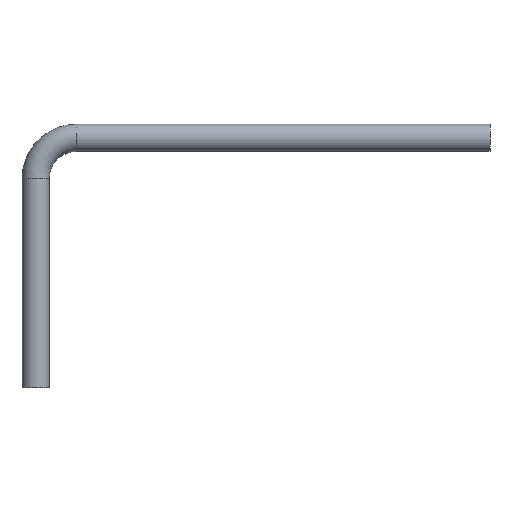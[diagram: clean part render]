
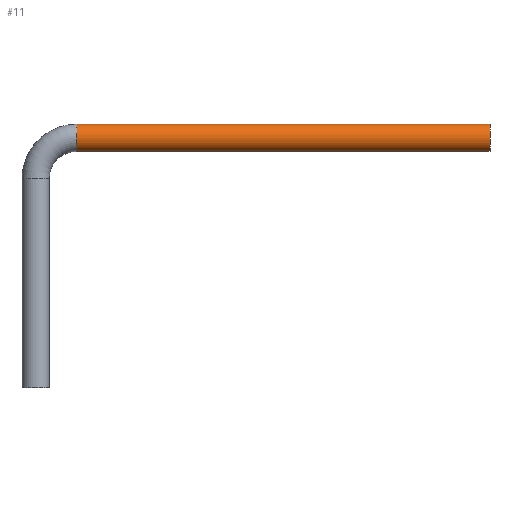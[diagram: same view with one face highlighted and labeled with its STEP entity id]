
A CAD part, front view. The second image highlights one B-rep face of the part: STEP entity #11.
In plain terms, the highlighted cylindrical face has radius 0.3 mm (diameter 0.6 mm), a partial arc.
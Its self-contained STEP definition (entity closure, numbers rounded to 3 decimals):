
#3 = DIRECTION ( 'NONE',  ( -1., 0., 0. ) ) ;
#9 = CIRCLE ( 'NONE', #156, 0.3 ) ;
#11 = ADVANCED_FACE ( 'NONE', ( #64 ), #30, .T. ) ;
#17 = CARTESIAN_POINT ( 'NONE',  ( 10., 0., 0.3 ) ) ;
#21 = CARTESIAN_POINT ( 'NONE',  ( 0.9, 0., 0. ) ) ;
#26 = AXIS2_PLACEMENT_3D ( 'NONE', #21, #108, #240 ) ;
#30 = CYLINDRICAL_SURFACE ( 'NONE', #138, 0.3 ) ;
#36 = DIRECTION ( 'NONE',  ( -1., 0., 0. ) ) ;
#38 = LINE ( 'NONE', #90, #163 ) ;
#45 = DIRECTION ( 'NONE',  ( 0., 0., 1. ) ) ;
#46 = ORIENTED_EDGE ( 'NONE', *, *, #222, .T. ) ;
#60 = ORIENTED_EDGE ( 'NONE', *, *, #239, .T. ) ;
#61 = DIRECTION ( 'NONE',  ( -1., 0., 0. ) ) ;
#63 = CIRCLE ( 'NONE', #26, 0.3 ) ;
#64 = FACE_OUTER_BOUND ( 'NONE', #130, .T. ) ;
#83 = LINE ( 'NONE', #221, #141 ) ;
#85 = CARTESIAN_POINT ( 'NONE',  ( 10., 0., -0.3 ) ) ;
#88 = CARTESIAN_POINT ( 'NONE',  ( 0.9, 0., 0.3 ) ) ;
#90 = CARTESIAN_POINT ( 'NONE',  ( 10., 0., 0.3 ) ) ;
#108 = DIRECTION ( 'NONE',  ( -1., 0., 0. ) ) ;
#111 = DIRECTION ( 'NONE',  ( 0., 0., 1. ) ) ;
#113 = CARTESIAN_POINT ( 'NONE',  ( 10., 0., 0. ) ) ;
#124 = DIRECTION ( 'NONE',  ( -1., 0., 0. ) ) ;
#130 = EDGE_LOOP ( 'NONE', ( #142, #60, #46, #230 ) ) ;
#135 = VERTEX_POINT ( 'NONE', #85 ) ;
#138 = AXIS2_PLACEMENT_3D ( 'NONE', #113, #3, #45 ) ;
#141 = VECTOR ( 'NONE', #36, 1000. ) ;
#142 = ORIENTED_EDGE ( 'NONE', *, *, #225, .F. ) ;
#154 = VERTEX_POINT ( 'NONE', #17 ) ;
#156 = AXIS2_PLACEMENT_3D ( 'NONE', #165, #61, #111 ) ;
#163 = VECTOR ( 'NONE', #124, 1000. ) ;
#164 = VERTEX_POINT ( 'NONE', #233 ) ;
#165 = CARTESIAN_POINT ( 'NONE',  ( 10., 0., 0. ) ) ;
#167 = VERTEX_POINT ( 'NONE', #88 ) ;
#221 = CARTESIAN_POINT ( 'NONE',  ( 10., 0., -0.3 ) ) ;
#222 = EDGE_CURVE ( 'NONE', #154, #167, #38, .T. ) ;
#225 = EDGE_CURVE ( 'NONE', #135, #164, #83, .T. ) ;
#229 = EDGE_CURVE ( 'NONE', #164, #167, #63, .T. ) ;
#230 = ORIENTED_EDGE ( 'NONE', *, *, #229, .F. ) ;
#233 = CARTESIAN_POINT ( 'NONE',  ( 0.9, 0., -0.3 ) ) ;
#239 = EDGE_CURVE ( 'NONE', #135, #154, #9, .T. ) ;
#240 = DIRECTION ( 'NONE',  ( 0., 0., 1. ) ) ;
